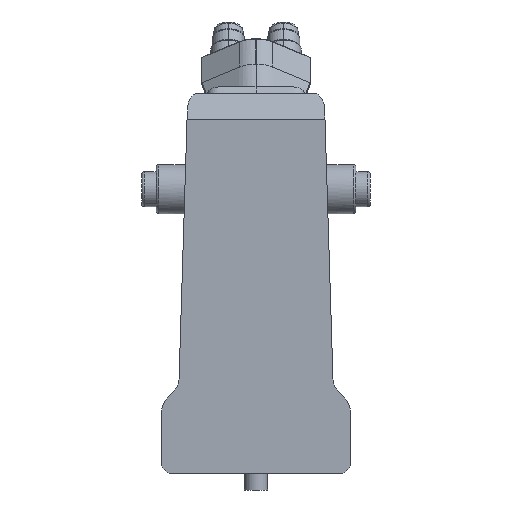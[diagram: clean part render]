
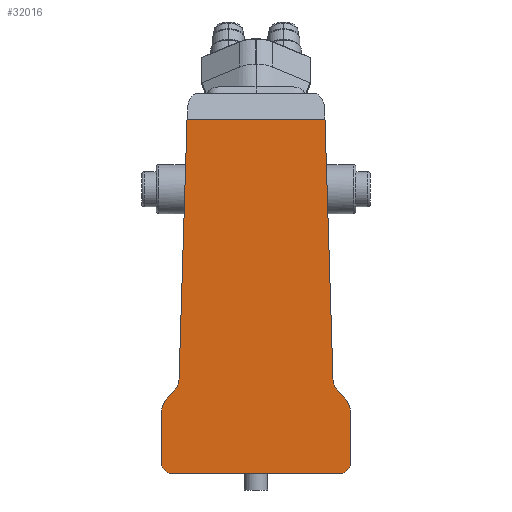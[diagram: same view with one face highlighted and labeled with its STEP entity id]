
A CAD part, front view. The second image highlights one B-rep face of the part: STEP entity #32016.
In plain terms, the highlighted planar face has unit normal (0, -1, 0).
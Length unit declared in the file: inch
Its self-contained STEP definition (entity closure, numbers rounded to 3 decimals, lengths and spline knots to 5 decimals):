
#224 = CARTESIAN_POINT ( 'NONE',  ( -8.46457, 0., 0.59055 ) ) ;
#1155 = CARTESIAN_POINT ( 'NONE',  ( 0., 0., 2.75591 ) ) ;
#1452 = CARTESIAN_POINT ( 'NONE',  ( -9.05512, 0., 0.59055 ) ) ;
#1686 = CARTESIAN_POINT ( 'NONE',  ( -0.85769, 0., 4.60062 ) ) ;
#1749 = DIRECTION ( 'NONE',  ( 0., 1., 0. ) ) ;
#1969 = VERTEX_POINT ( 'NONE', #8078 ) ;
#2252 = PLANE ( 'NONE',  #31034 ) ;
#2635 = EDGE_CURVE ( 'NONE', #6586, #4087, #34141, .T. ) ;
#2887 = DIRECTION ( 'NONE',  ( 0., 0., -1. ) ) ;
#3103 = EDGE_CURVE ( 'NONE', #4087, #11781, #13815, .T. ) ;
#3402 = LINE ( 'NONE', #14147, #16724 ) ;
#3588 = DIRECTION ( 'NONE',  ( -0.031, 0., -1. ) ) ;
#3811 = CARTESIAN_POINT ( 'NONE',  ( -0.85769, 0., 3.77256 ) ) ;
#4087 = VERTEX_POINT ( 'NONE', #23673 ) ;
#4131 = CARTESIAN_POINT ( 'NONE',  ( -9.05512, 0., 0. ) ) ;
#4931 = B_SPLINE_CURVE_WITH_KNOTS ( 'NONE', 3,
 ( #16941, #27743, #14475, #33043 ),
 .UNSPECIFIED., .F., .F.,
 ( 4, 4 ),
 ( 0., 1. ),
 .UNSPECIFIED. ) ;
#5339 = CARTESIAN_POINT ( 'NONE',  ( -9.05512, 0., 16.92913 ) ) ;
#5894 = VECTOR ( 'NONE', #18488, 39.37008 ) ;
#6358 = DIRECTION ( 'NONE',  ( 0., 0., 1. ) ) ;
#6586 = VERTEX_POINT ( 'NONE', #31534 ) ;
#6664 = ORIENTED_EDGE ( 'NONE', *, *, #34467, .F. ) ;
#6824 = ORIENTED_EDGE ( 'NONE', *, *, #22803, .T. ) ;
#6953 = LINE ( 'NONE', #1452, #13165 ) ;
#7581 = CARTESIAN_POINT ( 'NONE',  ( -9.05512, 0., 0. ) ) ;
#8005 = VECTOR ( 'NONE', #20058, 39.37008 ) ;
#8078 = CARTESIAN_POINT ( 'NONE',  ( -1.23603, 0., 16.92913 ) ) ;
#8758 = EDGE_CURVE ( 'NONE', #21750, #32674, #8849, .T. ) ;
#8849 = LINE ( 'NONE', #4131, #8005 ) ;
#9002 = CARTESIAN_POINT ( 'NONE',  ( -7.81909, 0., 16.92913 ) ) ;
#9579 = CARTESIAN_POINT ( 'NONE',  ( -9.05512, 0., 2.75591 ) ) ;
#9613 = LINE ( 'NONE', #22281, #23747 ) ;
#10454 = CARTESIAN_POINT ( 'NONE',  ( -9.05512, 0., 0.59055 ) ) ;
#10765 = FACE_OUTER_BOUND ( 'NONE', #20674, .T. ) ;
#11229 = VERTEX_POINT ( 'NONE', #10454 ) ;
#11751 = CARTESIAN_POINT ( 'NONE',  ( 0., 0., 1.65337 ) ) ;
#11781 = VERTEX_POINT ( 'NONE', #18587 ) ;
#12880 = EDGE_CURVE ( 'NONE', #11229, #21750, #30372, .T. ) ;
#13165 = VECTOR ( 'NONE', #17361, 39.37008 ) ;
#13815 = B_SPLINE_CURVE_WITH_KNOTS ( 'NONE', 3,
 ( #1155, #32853, #3811, #22395 ),
 .UNSPECIFIED., .F., .F.,
 ( 4, 4 ),
 ( 0., 1. ),
 .UNSPECIFIED. ) ;
#13903 = ORIENTED_EDGE ( 'NONE', *, *, #18690, .F. ) ;
#14147 = CARTESIAN_POINT ( 'NONE',  ( -7.79901, 0., 17.58321 ) ) ;
#14434 = ORIENTED_EDGE ( 'NONE', *, *, #3103, .T. ) ;
#14475 = CARTESIAN_POINT ( 'NONE',  ( -8.19743, 0., 3.77256 ) ) ;
#14515 = AXIS2_PLACEMENT_3D ( 'NONE', #224, #18803, #2887 ) ;
#15334 = CARTESIAN_POINT ( 'NONE',  ( -8.46457, 0., 0. ) ) ;
#15616 = DIRECTION ( 'NONE',  ( 0., 1., 0. ) ) ;
#16597 = ORIENTED_EDGE ( 'NONE', *, *, #2635, .T. ) ;
#16724 = VECTOR ( 'NONE', #3588, 39.37008 ) ;
#16941 = CARTESIAN_POINT ( 'NONE',  ( -9.05512, 0., 2.75591 ) ) ;
#17361 = DIRECTION ( 'NONE',  ( 0., 0., 1. ) ) ;
#17660 = CARTESIAN_POINT ( 'NONE',  ( -0.59055, 0., 0.59055 ) ) ;
#18488 = DIRECTION ( 'NONE',  ( 1., 0., 0. ) ) ;
#18587 = CARTESIAN_POINT ( 'NONE',  ( -0.85769, 0., 4.60062 ) ) ;
#18690 = EDGE_CURVE ( 'NONE', #24879, #1969, #33304, .T. ) ;
#18803 = DIRECTION ( 'NONE',  ( 0., -1., 0. ) ) ;
#19219 = VECTOR ( 'NONE', #20277, 39.37008 ) ;
#19764 = VERTEX_POINT ( 'NONE', #9579 ) ;
#19805 = CARTESIAN_POINT ( 'NONE',  ( 0., 0., 2.3884 ) ) ;
#20058 = DIRECTION ( 'NONE',  ( 1., 0., 0. ) ) ;
#20277 = DIRECTION ( 'NONE',  ( -0.031, 0., 1. ) ) ;
#20318 = ORIENTED_EDGE ( 'NONE', *, *, #12880, .T. ) ;
#20336 = DIRECTION ( 'NONE',  ( 0., 0., 1. ) ) ;
#20580 = EDGE_CURVE ( 'NONE', #24743, #32674, #22139, .T. ) ;
#20674 = EDGE_LOOP ( 'NONE', ( #29952, #32121, #6824, #16597, #14434, #33386, #13903, #31092, #30067, #6664, #20318 ) ) ;
#20845 = CARTESIAN_POINT ( 'NONE',  ( -8.19743, 0., 4.60062 ) ) ;
#21750 = VERTEX_POINT ( 'NONE', #15334 ) ;
#22139 = CIRCLE ( 'NONE', #29489, 0.59055 ) ;
#22256 = EDGE_CURVE ( 'NONE', #11781, #1969, #33311, .T. ) ;
#22281 = CARTESIAN_POINT ( 'NONE',  ( 0., 0., 0.59055 ) ) ;
#22350 = CARTESIAN_POINT ( 'NONE',  ( 0., 0., 2.02088 ) ) ;
#22395 = CARTESIAN_POINT ( 'NONE',  ( -0.85769, 0., 4.60062 ) ) ;
#22460 = CARTESIAN_POINT ( 'NONE',  ( 0., 0., 2.75591 ) ) ;
#22706 = EDGE_CURVE ( 'NONE', #24879, #25315, #3402, .T. ) ;
#22803 = EDGE_CURVE ( 'NONE', #24743, #6586, #9613, .T. ) ;
#23226 = CARTESIAN_POINT ( 'NONE',  ( -0.59055, 0., 0. ) ) ;
#23673 = CARTESIAN_POINT ( 'NONE',  ( 0., 0., 2.75591 ) ) ;
#23747 = VECTOR ( 'NONE', #6358, 39.37008 ) ;
#24743 = VERTEX_POINT ( 'NONE', #34116 ) ;
#24879 = VERTEX_POINT ( 'NONE', #9002 ) ;
#25315 = VERTEX_POINT ( 'NONE', #20845 ) ;
#27743 = CARTESIAN_POINT ( 'NONE',  ( -9.05512, 0., 3.83983 ) ) ;
#28523 = EDGE_CURVE ( 'NONE', #19764, #25315, #4931, .T. ) ;
#29489 = AXIS2_PLACEMENT_3D ( 'NONE', #17660, #1749, #20336 ) ;
#29952 = ORIENTED_EDGE ( 'NONE', *, *, #8758, .T. ) ;
#30067 = ORIENTED_EDGE ( 'NONE', *, *, #28523, .F. ) ;
#30372 = CIRCLE ( 'NONE', #14515, 0.59055 ) ;
#31034 = AXIS2_PLACEMENT_3D ( 'NONE', #7581, #15616, #34187 ) ;
#31092 = ORIENTED_EDGE ( 'NONE', *, *, #22706, .T. ) ;
#31534 = CARTESIAN_POINT ( 'NONE',  ( 0., 0., 1.65337 ) ) ;
#32016 = ADVANCED_FACE ( 'NONE', ( #10765 ), #2252, .F. ) ;
#32121 = ORIENTED_EDGE ( 'NONE', *, *, #20580, .F. ) ;
#32674 = VERTEX_POINT ( 'NONE', #23226 ) ;
#32853 = CARTESIAN_POINT ( 'NONE',  ( 0., 0., 3.83983 ) ) ;
#33043 = CARTESIAN_POINT ( 'NONE',  ( -8.19743, 0., 4.60062 ) ) ;
#33304 = LINE ( 'NONE', #5339, #5894 ) ;
#33311 = LINE ( 'NONE', #1686, #19219 ) ;
#33386 = ORIENTED_EDGE ( 'NONE', *, *, #22256, .T. ) ;
#34116 = CARTESIAN_POINT ( 'NONE',  ( 0., 0., 0.59055 ) ) ;
#34141 = B_SPLINE_CURVE_WITH_KNOTS ( 'NONE', 3,
 ( #11751, #22350, #19805, #22460 ),
 .UNSPECIFIED., .F., .F.,
 ( 4, 4 ),
 ( 0., 1. ),
 .UNSPECIFIED. ) ;
#34187 = DIRECTION ( 'NONE',  ( 0., 0., 1. ) ) ;
#34467 = EDGE_CURVE ( 'NONE', #11229, #19764, #6953, .T. ) ;
